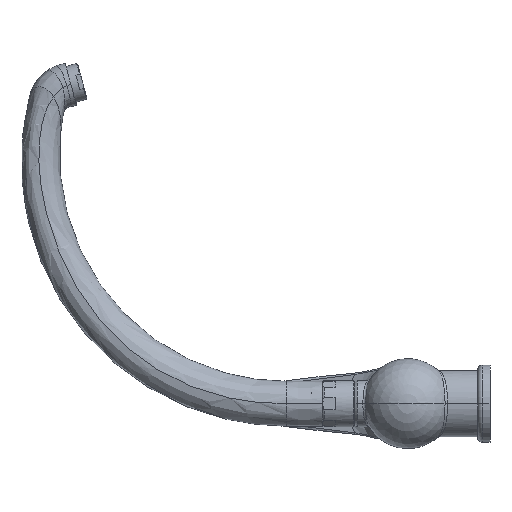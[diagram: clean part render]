
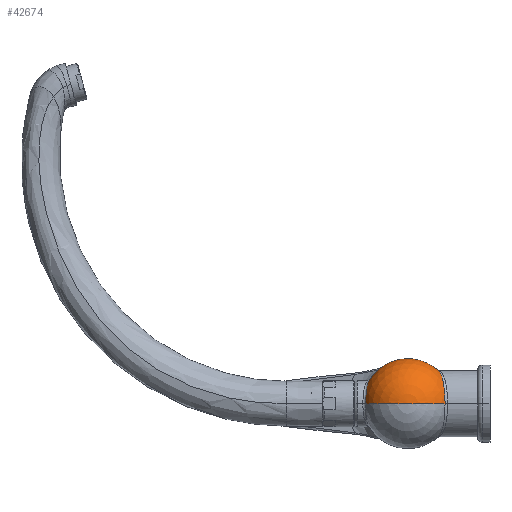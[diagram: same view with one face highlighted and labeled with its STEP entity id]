
A CAD part, left-side view. The second image highlights one B-rep face of the part: STEP entity #42674.
In plain terms, the highlighted spherical face has radius 29.13 mm.
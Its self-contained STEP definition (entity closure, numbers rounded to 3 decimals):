
#13413=CARTESIAN_POINT('',(-16.295,27.258,
0.));
#13475=CARTESIAN_POINT('',(-16.295,27.258,
0.));
#13476=CARTESIAN_POINT('',(-16.295,27.258,
0.243));
#13477=CARTESIAN_POINT('',(-16.283,27.256,
0.729));
#13478=CARTESIAN_POINT('',(-16.233,27.245,
1.46));
#13479=CARTESIAN_POINT('',(-16.149,27.228,
2.192));
#13480=CARTESIAN_POINT('',(-16.03,27.203,
2.921));
#13481=CARTESIAN_POINT('',(-15.877,27.171,
3.646));
#13482=CARTESIAN_POINT('',(-15.69,27.133,
4.364));
#13483=CARTESIAN_POINT('',(-15.47,27.087,
5.072));
#13484=CARTESIAN_POINT('',(-15.218,27.034,
5.769));
#13485=CARTESIAN_POINT('',(-14.933,26.975,
6.454));
#13486=CARTESIAN_POINT('',(-14.615,26.909,
7.127));
#13487=CARTESIAN_POINT('',(-14.265,26.835,
7.787));
#13488=CARTESIAN_POINT('',(-13.883,26.755,
8.432));
#13489=CARTESIAN_POINT('',(-13.469,26.667,
9.062));
#13490=CARTESIAN_POINT('',(-13.024,26.573,
9.673));
#13491=CARTESIAN_POINT('',(-12.549,26.472,
10.263));
#13492=CARTESIAN_POINT('',(-12.045,26.365,
10.832));
#13493=CARTESIAN_POINT('',(-11.515,26.252,
11.376));
#13494=CARTESIAN_POINT('',(-10.958,26.132,
11.896));
#13495=CARTESIAN_POINT('',(-10.376,26.006,
12.388));
#13496=CARTESIAN_POINT('',(-9.771,25.875,
12.853));
#13497=CARTESIAN_POINT('',(-9.143,25.738,
13.288));
#13498=CARTESIAN_POINT('',(-8.495,25.595,
13.694));
#13499=CARTESIAN_POINT('',(-7.826,25.448,
14.068));
#13500=CARTESIAN_POINT('',(-7.14,25.296,
14.41));
#13501=CARTESIAN_POINT('',(-6.672,25.191,
14.616));
#13502=CARTESIAN_POINT('',(-6.436,25.138,
14.713));
#13504=CARTESIAN_POINT('',(-6.436,0.,0.));
#13505=DIRECTION('',(1.,0.,0.));
#13506=DIRECTION('',(0.,0.863,0.505));
#13507=AXIS2_PLACEMENT_3D('',#13504,#13505,#13506);
#13509=CARTESIAN_POINT('',(-6.436,-20.035,
21.142));
#13510=CARTESIAN_POINT('',(-6.747,-20.123,
21.053));
#13511=CARTESIAN_POINT('',(-7.365,-20.295,
20.861));
#13512=CARTESIAN_POINT('',(-8.277,-20.547,
20.533));
#13513=CARTESIAN_POINT('',(-9.174,-20.791,
20.166));
#13514=CARTESIAN_POINT('',(-10.051,-21.028,
19.76));
#13515=CARTESIAN_POINT('',(-10.909,-21.256,
19.317));
#13516=CARTESIAN_POINT('',(-11.745,-21.476,
18.838));
#13517=CARTESIAN_POINT('',(-12.558,-21.688,
18.323));
#13518=CARTESIAN_POINT('',(-13.345,-21.892,
17.775));
#13519=CARTESIAN_POINT('',(-14.108,-22.088,
17.193));
#13520=CARTESIAN_POINT('',(-14.844,-22.274,
16.579));
#13521=CARTESIAN_POINT('',(-15.554,-22.453,
15.932));
#13522=CARTESIAN_POINT('',(-16.233,-22.623,
15.257));
#13523=CARTESIAN_POINT('',(-16.88,-22.783,
14.555));
#13524=CARTESIAN_POINT('',(-17.49,-22.934,
13.833));
#13525=CARTESIAN_POINT('',(-18.063,-23.074,
13.092));
#13526=CARTESIAN_POINT('',(-18.597,-23.204,
12.338));
#13527=CARTESIAN_POINT('',(-19.093,-23.324,
11.573));
#13528=CARTESIAN_POINT('',(-19.549,-23.434,
10.8));
#13529=CARTESIAN_POINT('',(-19.968,-23.535,
10.019));
#13530=CARTESIAN_POINT('',(-20.353,-23.626,
9.23));
#13531=CARTESIAN_POINT('',(-20.703,-23.71,
8.431));
#13532=CARTESIAN_POINT('',(-21.02,-23.785,
7.623));
#13533=CARTESIAN_POINT('',(-21.303,-23.852,
6.805));
#13534=CARTESIAN_POINT('',(-21.554,-23.911,
5.979));
#13535=CARTESIAN_POINT('',(-21.772,-23.962,
5.145));
#13536=CARTESIAN_POINT('',(-21.958,-24.006,
4.301));
#13537=CARTESIAN_POINT('',(-22.111,-24.042,
3.449));
#13538=CARTESIAN_POINT('',(-22.23,-24.07,
2.59));
#13539=CARTESIAN_POINT('',(-22.315,-24.09,
1.726));
#13540=CARTESIAN_POINT('',(-22.366,-24.101,
0.862));
#13541=CARTESIAN_POINT('',(-22.377,-24.104,
0.287));
#13542=CARTESIAN_POINT('',(-22.377,-24.104,
0.));
#13544=CARTESIAN_POINT('',(-6.02,0.,0.));
#13545=DIRECTION('',(0.,0.,-1.));
#13546=DIRECTION('',(-0.562,-0.827,0.));
#13547=AXIS2_PLACEMENT_3D('',#13544,#13545,#13546);
#13549=CARTESIAN_POINT('',(-6.02,0.,0.));
#13550=DIRECTION('',(0.,0.,1.));
#13551=DIRECTION('',(-0.353,0.936,0.));
#13552=AXIS2_PLACEMENT_3D('',#13549,#13550,#13551);
#19323=VERTEX_POINT('',#13413);
#19325=VERTEX_POINT('',#13502);
#19327=VERTEX_POINT('',#13509);
#19328=VERTEX_POINT('',#13542);
#19335=CARTESIAN_POINT('',(-35.15,0.,0.));
#19336=VERTEX_POINT('',#19335);
#42661=CARTESIAN_POINT('',(-6.02,0.,0.));
#42662=DIRECTION('',(-1.,0.,0.));
#42663=DIRECTION('',(0.,1.,0.));
#42664=AXIS2_PLACEMENT_3D('',#42661,#42662,#42663);
#42665=SPHERICAL_SURFACE('',#42664,29.13);
#42666=ORIENTED_EDGE('',*,*,#42645,.T.);
#42667=ORIENTED_EDGE('',*,*,#42065,.T.);
#42669=ORIENTED_EDGE('',*,*,#42668,.T.);
#42670=ORIENTED_EDGE('',*,*,#42346,.T.);
#42671=ORIENTED_EDGE('',*,*,#42344,.F.);
#42672=EDGE_LOOP('',(#42666,#42667,#42669,#42670,#42671));
#42673=FACE_OUTER_BOUND('',#42672,.F.);
#42674=ADVANCED_FACE('',(#42673),#42665,.T.);
#13503=B_SPLINE_CURVE_WITH_KNOTS('',3,(#13475,#13476,#13477,#13478,#13479,
#13480,#13481,#13482,#13483,#13484,#13485,#13486,#13487,#13488,#13489,#13490,
#13491,#13492,#13493,#13494,#13495,#13496,#13497,#13498,#13499,#13500,#13501,
#13502),.UNSPECIFIED.,.F.,.F.,(4,1,1,1,1,1,1,1,1,1,1,1,1,1,1,1,1,1,1,1,1,1,1,1,
1,4),(0.,0.04,0.08,0.12,0.16,0.2,0.24,0.28,0.32,0.36,0.4,
0.44,0.48,0.52,0.56,0.6,0.64,0.68,0.72,0.76,0.8,0.84,
0.88,0.92,0.96,1.),.UNSPECIFIED.);
#13508=CIRCLE('',#13507,29.127);
#13543=B_SPLINE_CURVE_WITH_KNOTS('',3,(#13509,#13510,#13511,#13512,#13513,
#13514,#13515,#13516,#13517,#13518,#13519,#13520,#13521,#13522,#13523,#13524,
#13525,#13526,#13527,#13528,#13529,#13530,#13531,#13532,#13533,#13534,#13535,
#13536,#13537,#13538,#13539,#13540,#13541,#13542),.UNSPECIFIED.,.F.,.F.,(4,1,1,
1,1,1,1,1,1,1,1,1,1,1,1,1,1,1,1,1,1,1,1,1,1,1,1,1,1,1,1,4),(0.,
0.032,0.065,0.097,0.129,
0.161,0.194,0.226,0.258,
0.29,0.323,0.355,0.387,
0.419,0.452,0.484,0.516,
0.548,0.581,0.613,0.645,
0.677,0.71,0.742,0.774,
0.806,0.839,0.871,0.903,
0.935,0.968,1.),.UNSPECIFIED.);
#13548=CIRCLE('',#13547,29.13);
#13553=CIRCLE('',#13552,29.13);
#42065=EDGE_CURVE('',#19325,#19327,#13508,.T.);
#42344=EDGE_CURVE('',#19323,#19336,#13553,.T.);
#42346=EDGE_CURVE('',#19328,#19336,#13548,.T.);
#42645=EDGE_CURVE('',#19323,#19325,#13503,.T.);
#42668=EDGE_CURVE('',#19327,#19328,#13543,.T.);
